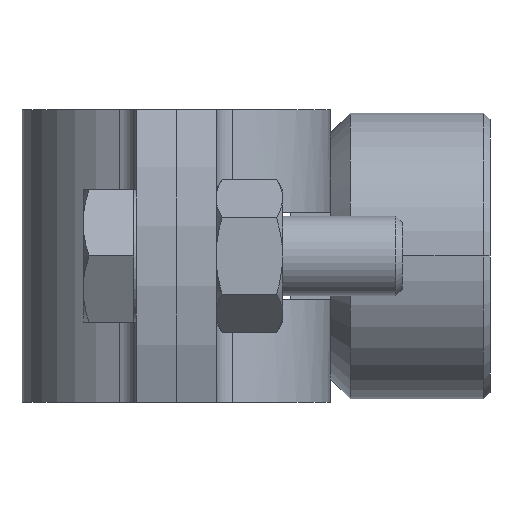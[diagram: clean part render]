
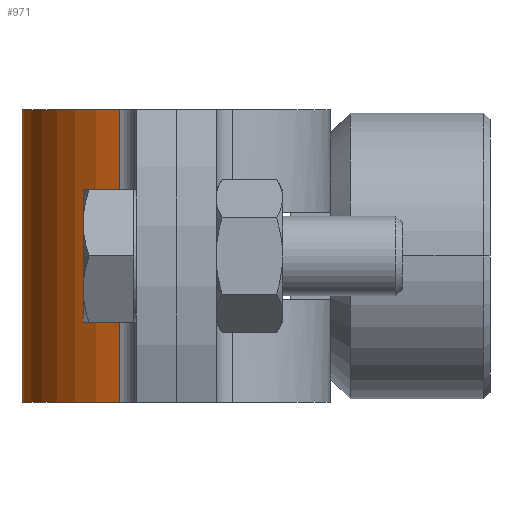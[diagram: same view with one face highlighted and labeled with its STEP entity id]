
A CAD part, left-side view. The second image highlights one B-rep face of the part: STEP entity #971.
In plain terms, the highlighted cylindrical face has radius 11.6 mm (diameter 23.2 mm), a partial arc.
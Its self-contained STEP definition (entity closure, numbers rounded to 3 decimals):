
#72 = CIRCLE ( 'NONE', #3432, 11.6 ) ;
#562 = LINE ( 'NONE', #566, #975 ) ;
#566 = CARTESIAN_POINT ( 'NONE',  ( 10.788, -4.265, 11. ) ) ;
#570 = DIRECTION ( 'NONE',  ( 0., 0., -1. ) ) ;
#580 = EDGE_CURVE ( 'NONE', #1389, #3279, #887, .T. ) ;
#612 = CARTESIAN_POINT ( 'NONE',  ( 10.788, -4.265, -11. ) ) ;
#616 = DIRECTION ( 'NONE',  ( -1., 0., 0. ) ) ;
#647 = VERTEX_POINT ( 'NONE', #612 ) ;
#664 = EDGE_CURVE ( 'NONE', #3433, #647, #562, .T. ) ;
#865 = DIRECTION ( 'NONE',  ( 0., 0., -1. ) ) ;
#875 = CARTESIAN_POINT ( 'NONE',  ( -10.788, -4.265, 11. ) ) ;
#887 = LINE ( 'NONE', #875, #981 ) ;
#971 = ADVANCED_FACE ( 'NONE', ( #4720 ), #4725, .T. ) ;
#975 = VECTOR ( 'NONE', #570, 1000. ) ;
#981 = VECTOR ( 'NONE', #865, 1000. ) ;
#1313 = ORIENTED_EDGE ( 'NONE', *, *, #664, .F. ) ;
#1389 = VERTEX_POINT ( 'NONE', #4198 ) ;
#1648 = CARTESIAN_POINT ( 'NONE',  ( 10.788, -4.265, 11. ) ) ;
#1676 = AXIS2_PLACEMENT_3D ( 'NONE', #3699, #3693, #3710 ) ;
#1696 = EDGE_CURVE ( 'NONE', #3279, #647, #72, .T. ) ;
#1747 = ORIENTED_EDGE ( 'NONE', *, *, #4694, .F. ) ;
#1811 = CIRCLE ( 'NONE', #1676, 11.6 ) ;
#2051 = CARTESIAN_POINT ( 'NONE',  ( -10.788, -4.265, -11. ) ) ;
#3279 = VERTEX_POINT ( 'NONE', #2051 ) ;
#3432 = AXIS2_PLACEMENT_3D ( 'NONE', #3580, #3571, #3518 ) ;
#3433 = VERTEX_POINT ( 'NONE', #1648 ) ;
#3518 = DIRECTION ( 'NONE',  ( 1., 0., 0. ) ) ;
#3560 = ORIENTED_EDGE ( 'NONE', *, *, #580, .T. ) ;
#3571 = DIRECTION ( 'NONE',  ( 0., 0., 1. ) ) ;
#3580 = CARTESIAN_POINT ( 'NONE',  ( 0., 0., -11. ) ) ;
#3693 = DIRECTION ( 'NONE',  ( 0., 0., 1. ) ) ;
#3699 = CARTESIAN_POINT ( 'NONE',  ( 0., 0., 11. ) ) ;
#3710 = DIRECTION ( 'NONE',  ( 1., 0., 0. ) ) ;
#3870 = AXIS2_PLACEMENT_3D ( 'NONE', #4726, #4732, #616 ) ;
#4110 = ORIENTED_EDGE ( 'NONE', *, *, #1696, .T. ) ;
#4198 = CARTESIAN_POINT ( 'NONE',  ( -10.788, -4.265, 11. ) ) ;
#4629 = EDGE_LOOP ( 'NONE', ( #4110, #1313, #1747, #3560 ) ) ;
#4694 = EDGE_CURVE ( 'NONE', #1389, #3433, #1811, .T. ) ;
#4720 = FACE_OUTER_BOUND ( 'NONE', #4629, .T. ) ;
#4725 = CYLINDRICAL_SURFACE ( 'NONE', #3870, 11.6 ) ;
#4726 = CARTESIAN_POINT ( 'NONE',  ( 0., 0., 11. ) ) ;
#4732 = DIRECTION ( 'NONE',  ( 0., 0., -1. ) ) ;
